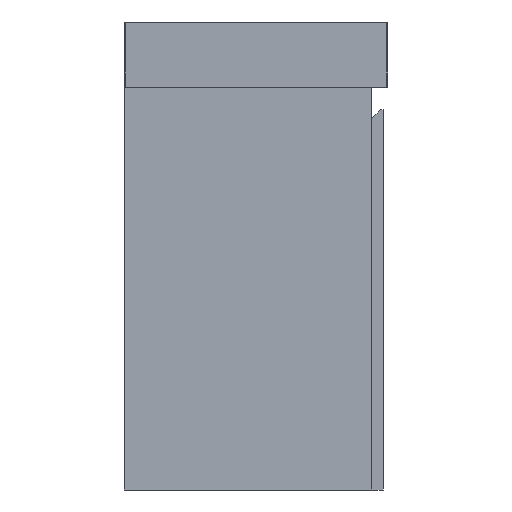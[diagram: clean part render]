
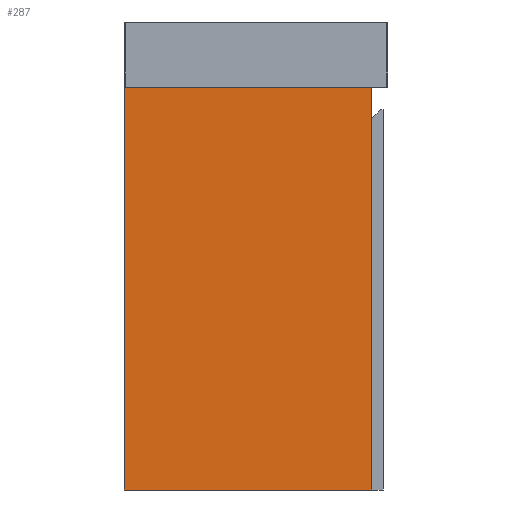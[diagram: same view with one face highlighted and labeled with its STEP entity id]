
A CAD part, left-side view. The second image highlights one B-rep face of the part: STEP entity #287.
In plain terms, the highlighted planar face has unit normal (-1, 0, 0).
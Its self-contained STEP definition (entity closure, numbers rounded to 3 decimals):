
#287=ADVANCED_FACE('',(#369),#1336,.T.);
#369=FACE_OUTER_BOUND('',#452,.T.);
#452=EDGE_LOOP('',(#690,#691,#692,#693));
#690=ORIENTED_EDGE('',*,*,#941,.F.);
#691=ORIENTED_EDGE('',*,*,#928,.T.);
#692=ORIENTED_EDGE('',*,*,#939,.T.);
#693=ORIENTED_EDGE('',*,*,#940,.F.);
#928=EDGE_CURVE('',#1239,#1238,#1101,.T.);
#939=EDGE_CURVE('',#1238,#1246,#1112,.T.);
#940=EDGE_CURVE('',#1247,#1246,#1113,.T.);
#941=EDGE_CURVE('',#1239,#1247,#1114,.T.);
#1101=B_SPLINE_CURVE_WITH_KNOTS('',1,(#2208,#2209),.UNSPECIFIED.,.F.,.F.,
(2,2),(-550.,0.),.UNSPECIFIED.);
#1112=B_SPLINE_CURVE_WITH_KNOTS('',1,(#2230,#2231),.UNSPECIFIED.,.F.,.F.,
(2,2),(-338.,0.),.UNSPECIFIED.);
#1113=B_SPLINE_CURVE_WITH_KNOTS('',1,(#2232,#2233),.UNSPECIFIED.,.F.,.F.,
(2,2),(-550.,0.),.UNSPECIFIED.);
#1114=B_SPLINE_CURVE_WITH_KNOTS('',1,(#2234,#2235),.UNSPECIFIED.,.F.,.F.,
(2,2),(-338.,0.),.UNSPECIFIED.);
#1238=VERTEX_POINT('',#2188);
#1239=VERTEX_POINT('',#2189);
#1246=VERTEX_POINT('',#2196);
#1247=VERTEX_POINT('',#2197);
#1336=PLANE('',#1542);
#1542=AXIS2_PLACEMENT_3D('',#2177,#1642,$);
#1642=DIRECTION('',(-1.,0.,0.));
#2177=CARTESIAN_POINT('',(-594.,-330.,371.8));
#2188=CARTESIAN_POINT('',(-594.,275.,338.));
#2189=CARTESIAN_POINT('',(-594.,-275.,338.));
#2196=CARTESIAN_POINT('',(-594.,275.,0.));
#2197=CARTESIAN_POINT('',(-594.,-275.,0.));
#2208=CARTESIAN_POINT('',(-594.,-275.,338.));
#2209=CARTESIAN_POINT('',(-594.,275.,338.));
#2230=CARTESIAN_POINT('',(-594.,275.,338.));
#2231=CARTESIAN_POINT('',(-594.,275.,0.));
#2232=CARTESIAN_POINT('',(-594.,-275.,0.));
#2233=CARTESIAN_POINT('',(-594.,275.,0.));
#2234=CARTESIAN_POINT('',(-594.,-275.,338.));
#2235=CARTESIAN_POINT('',(-594.,-275.,0.));
